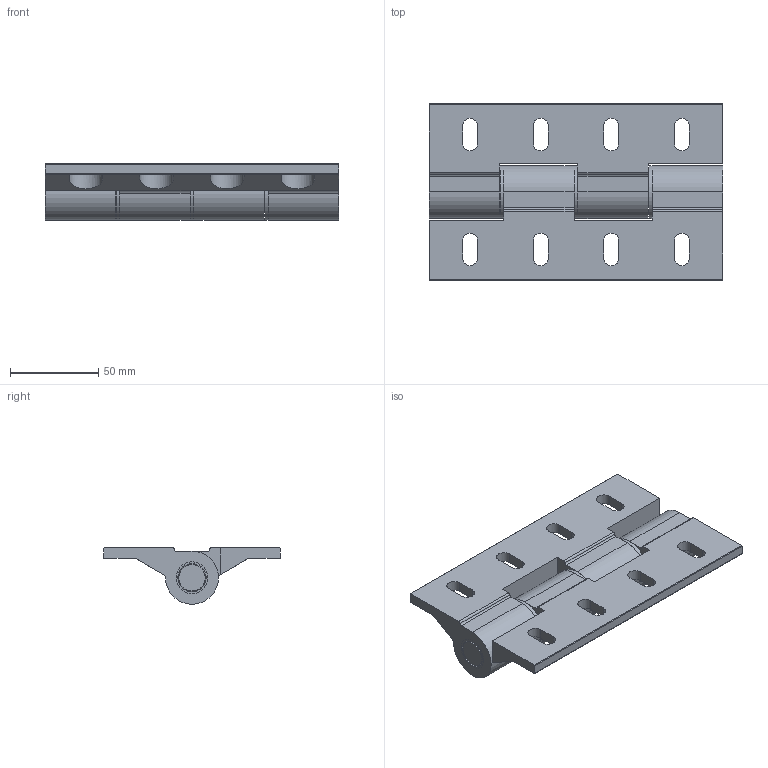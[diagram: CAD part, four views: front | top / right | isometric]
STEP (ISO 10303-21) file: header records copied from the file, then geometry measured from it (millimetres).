
FILE_DESCRIPTION(/* description */ (''),/* implementation_level */ '2;1');
FILE_NAME(/* name */ '13388_KriTec_Scharnier_12_Raster_60_Mammut.stp',/* time_stamp */ '2017-03-10T16:00:38+01:00',/* author */ ('Steiner'),/* organization */ (''),/* preprocessor_version */ 'ST-DEVELOPER v16.1',/* originating_system */ 'Autodesk Inventor 2016',/* authorisation */ '');
FILE_SCHEMA (('CONFIG_CONTROL_DESIGN'));
Length unit declared in the file: millimetre
Products named in the file (5): Scharnierbolzen; Scharnierhälfte; Lagerring; Ring; 13388_KriTec_Scharnier_12_Raster_60_Mammut
Assembly tree (14 placements, depth 2):
  13388_KriTec_Scharnier_12_Raster_60_Mammut
    Scharnierbolzen
    Scharnierhälfte  x2
    Lagerring  x8
    Ring  x3
Bounding box: 166 x 100 x 32 mm (x, y, z)
Volume: 205861.5 mm3; surface area: 84163.7 mm2
Topology: 14 solids, 14 shells, 171 faces, 415 edges, 272 vertices
Faces by surface type: cylinder 84, plane 82, torus 3, cone 2
Full cylindrical faces by diameter (mm): 15.5 x3, 16 x12, 18 x12, 30 x3
Entity records: 2607 total; most frequent: DIRECTION 449, CARTESIAN_POINT 404, ORIENTED_EDGE 362, EDGE_CURVE 181, AXIS2_PLACEMENT_3D 172, VERTEX_POINT 127, EDGE_LOOP 108, LINE 105
